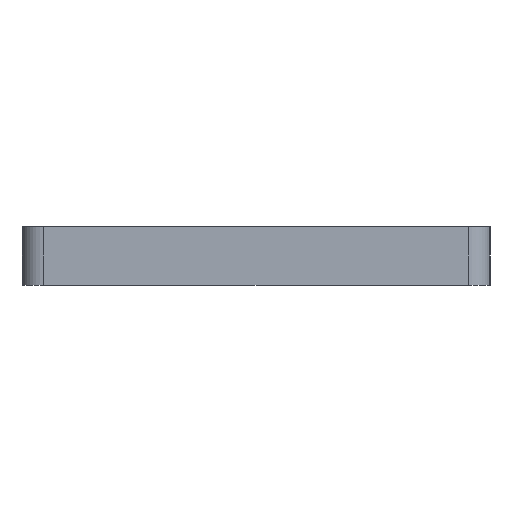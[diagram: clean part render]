
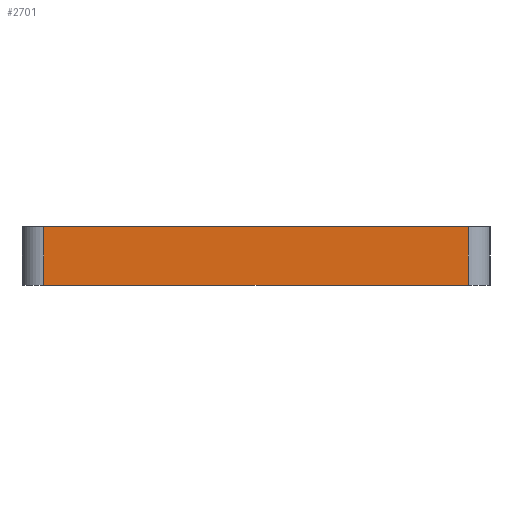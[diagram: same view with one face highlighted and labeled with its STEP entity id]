
A CAD part, left-side view. The second image highlights one B-rep face of the part: STEP entity #2701.
In plain terms, the highlighted planar face has unit normal (-1, 0, 0).
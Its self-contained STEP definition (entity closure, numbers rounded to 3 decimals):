
#45 = DIRECTION ( 'NONE',  ( 0., 0., -1. ) ) ;
#97 = CARTESIAN_POINT ( 'NONE',  ( -89.964, -75.081, 0. ) ) ;
#388 = EDGE_CURVE ( 'NONE', #6096, #7419, #5385, .T. ) ;
#1683 = VECTOR ( 'NONE', #6322, 1000. ) ;
#1724 = EDGE_CURVE ( 'NONE', #8726, #4087, #7107, .T. ) ;
#2214 = CARTESIAN_POINT ( 'NONE',  ( -89.964, -72.081, 0. ) ) ;
#2546 = DIRECTION ( 'NONE',  ( 1., 0., 0. ) ) ;
#2701 = ADVANCED_FACE ( 'NONE', ( #6215 ), #3275, .F. ) ;
#3253 = CARTESIAN_POINT ( 'NONE',  ( -89.964, -75.081, 8. ) ) ;
#3275 = PLANE ( 'NONE',  #6074 ) ;
#3406 = CARTESIAN_POINT ( 'NONE',  ( -89.964, -72.081, 8. ) ) ;
#3477 = CARTESIAN_POINT ( 'NONE',  ( -89.964, -72.081, 8. ) ) ;
#3652 = LINE ( 'NONE', #3477, #1683 ) ;
#3678 = CARTESIAN_POINT ( 'NONE',  ( -89.964, -133.081, 8. ) ) ;
#3757 = EDGE_CURVE ( 'NONE', #4087, #6096, #4269, .T. ) ;
#4087 = VERTEX_POINT ( 'NONE', #97 ) ;
#4088 = EDGE_LOOP ( 'NONE', ( #6704, #6412, #6466, #5662 ) ) ;
#4095 = DIRECTION ( 'NONE',  ( 0., 1., 0. ) ) ;
#4269 = LINE ( 'NONE', #2214, #8261 ) ;
#5209 = DIRECTION ( 'NONE',  ( 0., 0., 1. ) ) ;
#5385 = LINE ( 'NONE', #6671, #7490 ) ;
#5662 = ORIENTED_EDGE ( 'NONE', *, *, #3757, .T. ) ;
#5663 = DIRECTION ( 'NONE',  ( 0., -1., 0. ) ) ;
#6074 = AXIS2_PLACEMENT_3D ( 'NONE', #3406, #2546, #4095 ) ;
#6096 = VERTEX_POINT ( 'NONE', #6365 ) ;
#6215 = FACE_OUTER_BOUND ( 'NONE', #4088, .T. ) ;
#6322 = DIRECTION ( 'NONE',  ( 0., -1., 0. ) ) ;
#6343 = VECTOR ( 'NONE', #45, 1000. ) ;
#6365 = CARTESIAN_POINT ( 'NONE',  ( -89.964, -133.081, 0. ) ) ;
#6412 = ORIENTED_EDGE ( 'NONE', *, *, #7944, .F. ) ;
#6464 = CARTESIAN_POINT ( 'NONE',  ( -89.964, -75.081, 8. ) ) ;
#6466 = ORIENTED_EDGE ( 'NONE', *, *, #1724, .T. ) ;
#6671 = CARTESIAN_POINT ( 'NONE',  ( -89.964, -133.081, 8. ) ) ;
#6704 = ORIENTED_EDGE ( 'NONE', *, *, #388, .T. ) ;
#7107 = LINE ( 'NONE', #6464, #6343 ) ;
#7419 = VERTEX_POINT ( 'NONE', #3678 ) ;
#7490 = VECTOR ( 'NONE', #5209, 1000. ) ;
#7944 = EDGE_CURVE ( 'NONE', #8726, #7419, #3652, .T. ) ;
#8261 = VECTOR ( 'NONE', #5663, 1000. ) ;
#8726 = VERTEX_POINT ( 'NONE', #3253 ) ;
